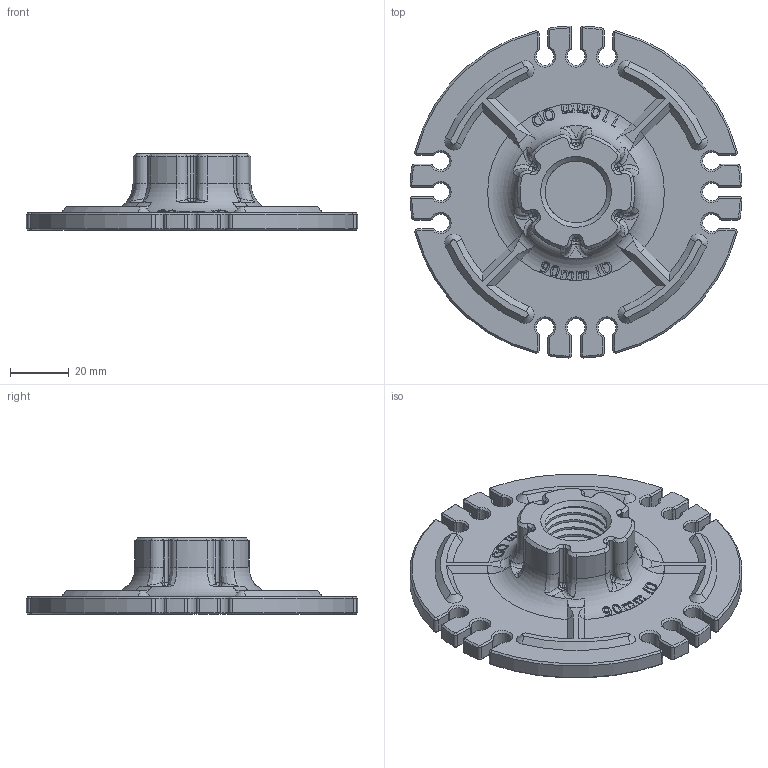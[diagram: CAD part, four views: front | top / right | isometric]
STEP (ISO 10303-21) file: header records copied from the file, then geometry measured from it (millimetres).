
FILE_DESCRIPTION(/* description */ ('','CAx-IF Rec.Pracs.---Representation and Presentation of Product Manufacturing Information (PMI)---4.0---2014-10-13'),/* implementation_level */ '2;1');
FILE_NAME(/* name */ 'OSSM Tie Down And Suction Plate 110mm.step',/* time_stamp */ '2025-02-25T12:17:24-05:00',/* author */ (''),/* organization */ (''),/* preprocessor_version */ 'ST-DEVELOPER v20',/* originating_system */ 'Autodesk Translation Framework v13.20.0.188',/* authorisation */ '');
FILE_SCHEMA (('INTEGRATED_CNC_SCHEMA','AP242_MANAGED_MODEL_BASED_3D_ENGINEERING_MIM_LF { 1 0 10303 442 1 1 4 }'));
Length unit declared in the file: millimetre
Products named in the file (1): (Unsaved)
Bounding box: 112.58 x 112.62 x 26 mm (x, y, z)
Volume: 76085.5 mm3; surface area: 27414.9 mm2
Topology: 1 solids, 1 shells, 616 faces, 1531 edges, 926 vertices
Faces by surface type: cone 191, bspline 142, cylinder 133, plane 120, torus 30
Full cylindrical faces by diameter (mm): 21.002 x6, 24.349 x5
Entity records: 25138 total; most frequent: CARTESIAN_POINT 11471, ORIENTED_EDGE 3038, DIRECTION 2539, EDGE_CURVE 1519, AXIS2_PLACEMENT_3D 943, VERTEX_POINT 926, LINE 653, VECTOR 653
